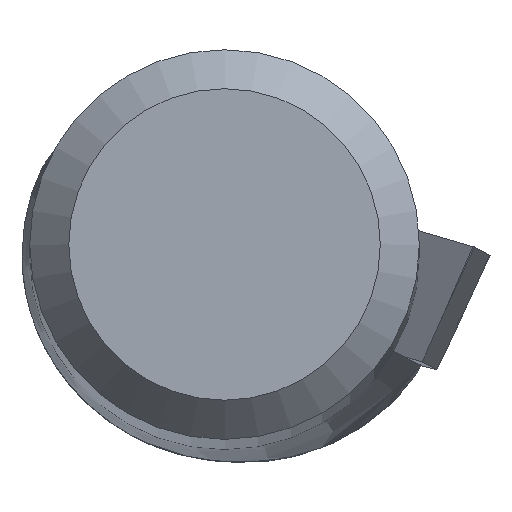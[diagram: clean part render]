
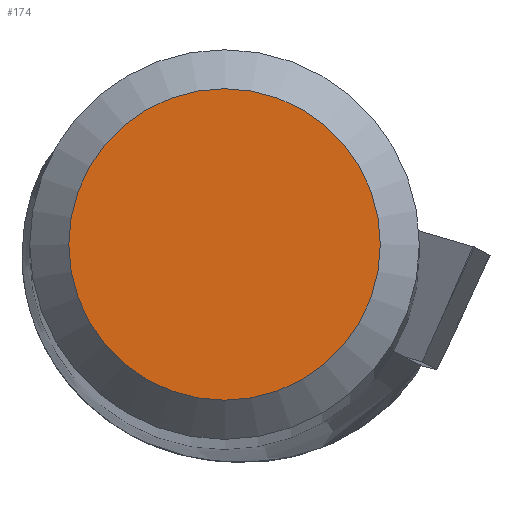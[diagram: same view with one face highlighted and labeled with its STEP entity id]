
A CAD part, top view. The second image highlights one B-rep face of the part: STEP entity #174.
In plain terms, the highlighted planar face has unit normal (0, 0, 1).
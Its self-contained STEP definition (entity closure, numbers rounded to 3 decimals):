
#138=FACE_OUTER_BOUND('',#260,.T.);
#174=ADVANCED_FACE('',(#138),#201,.T.);
#201=PLANE('',#850);
#260=EDGE_LOOP('',(#398));
#295=CIRCLE('',#849,1.995);
#398=ORIENTED_EDGE('',*,*,#599,.F.);
#523=VERTEX_POINT('',#1314);
#599=EDGE_CURVE('',#523,#523,#295,.T.);
#849=AXIS2_PLACEMENT_3D('',#1313,#1003,#1004);
#850=AXIS2_PLACEMENT_3D('',#1315,#1005,#1006);
#1003=DIRECTION('',(0.,0.,-1.));
#1004=DIRECTION('',(-1.,0.,0.));
#1005=DIRECTION('',(0.,0.,1.));
#1006=DIRECTION('',(-1.,0.,0.));
#1313=CARTESIAN_POINT('',(0.,0.,0.));
#1314=CARTESIAN_POINT('',(-1.995,0.,0.));
#1315=CARTESIAN_POINT('',(0.,0.,0.));
